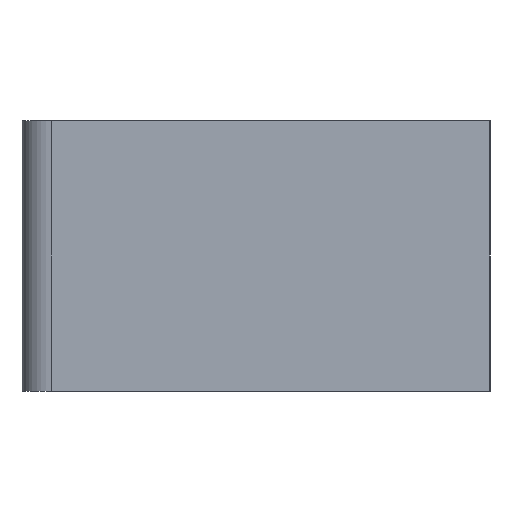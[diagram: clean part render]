
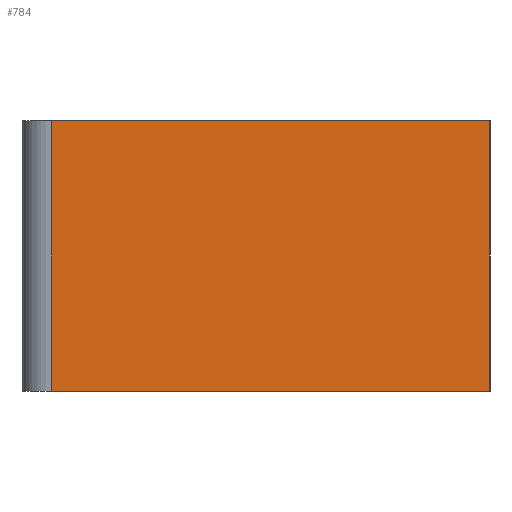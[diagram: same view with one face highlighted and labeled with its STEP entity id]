
A CAD part, left-side view. The second image highlights one B-rep face of the part: STEP entity #784.
In plain terms, the highlighted planar face has unit normal (-1, 0, 0).
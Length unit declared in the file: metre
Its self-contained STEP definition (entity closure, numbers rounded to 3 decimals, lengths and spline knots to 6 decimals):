
#161=ORIENTED_EDGE('',*,*,#354,.F.);
#162=ORIENTED_EDGE('',*,*,#313,.F.);
#163=ORIENTED_EDGE('',*,*,#359,.T.);
#164=ORIENTED_EDGE('',*,*,#360,.T.);
#313=EDGE_CURVE('',#417,#418,#493,.T.);
#354=EDGE_CURVE('',#418,#450,#519,.T.);
#359=EDGE_CURVE('',#417,#454,#523,.T.);
#360=EDGE_CURVE('',#454,#450,#524,.T.);
#417=VERTEX_POINT('',#1224);
#418=VERTEX_POINT('',#1226);
#450=VERTEX_POINT('',#1309);
#454=VERTEX_POINT('',#1321);
#493=LINE('',#1225,#557);
#519=LINE('',#1310,#583);
#523=LINE('',#1320,#587);
#524=LINE('',#1322,#588);
#557=VECTOR('',#964,1.);
#583=VECTOR('',#1028,1.);
#587=VECTOR('',#1038,1.);
#588=VECTOR('',#1039,1.);
#615=EDGE_LOOP('',(#161,#162,#163,#164));
#689=FACE_BOUND('',#615,.T.);
#755=PLANE('',#865);
#784=ADVANCED_FACE('',(#689),#755,.F.);
#865=AXIS2_PLACEMENT_3D('',#1319,#1036,#1037);
#964=DIRECTION('',(0.,-1.,0.));
#1028=DIRECTION('',(0.,0.,-1.));
#1036=DIRECTION('',(1.,0.,0.));
#1037=DIRECTION('',(0.,0.,-1.));
#1038=DIRECTION('',(0.,0.,-1.));
#1039=DIRECTION('',(0.,-1.,0.));
#1224=CARTESIAN_POINT('',(-0.04445,0.022225,0.029337));
#1225=CARTESIAN_POINT('',(-0.04445,0.,0.029337));
#1226=CARTESIAN_POINT('',(-0.04445,-0.0254,0.029337));
#1309=CARTESIAN_POINT('',(-0.04445,-0.0254,0.));
#1310=CARTESIAN_POINT('',(-0.04445,-0.0254,0.0254));
#1319=CARTESIAN_POINT('',(-0.04445,0.,0.0254));
#1320=CARTESIAN_POINT('',(-0.04445,0.022225,0.0254));
#1321=CARTESIAN_POINT('',(-0.04445,0.022225,0.));
#1322=CARTESIAN_POINT('',(-0.04445,0.,0.));
